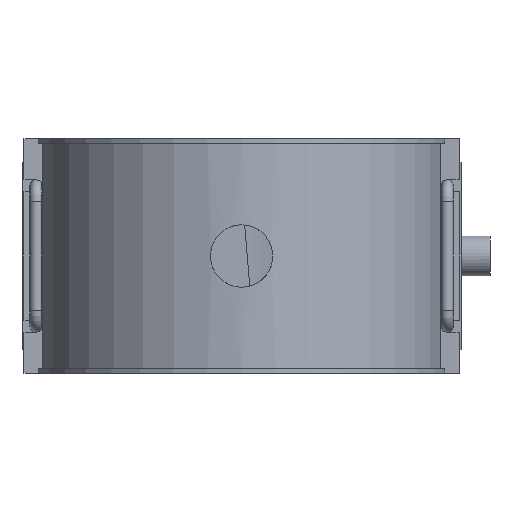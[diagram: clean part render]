
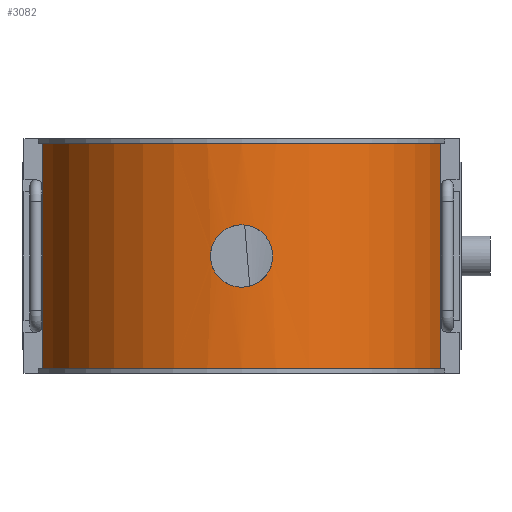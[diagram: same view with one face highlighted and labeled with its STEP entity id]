
A CAD part, front view. The second image highlights one B-rep face of the part: STEP entity #3082.
In plain terms, the highlighted cylindrical face has radius 102.6 mm (diameter 205.2 mm), a partial arc.
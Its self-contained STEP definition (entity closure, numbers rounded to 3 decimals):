
#109=LINE('',#5178,#388);
#144=LINE('',#5456,#423);
#388=VECTOR('',#3751,113.28);
#423=VECTOR('',#3828,113.28);
#617=FACE_BOUND('',#1020,.T.);
#662=B_SPLINE_CURVE_WITH_KNOTS('',3,(#4809,#4810,#4811,#4812,#4813,#4814,
#4815,#4816,#4817,#4818,#4819,#4820,#4821,#4822,#4823,#4824,#4825,#4826,
#4827,#4828,#4829,#4830,#4831,#4832,#4833,#4834,#4835,#4836,#4837,#4838,
#4839,#4840,#4841,#4842,#4843,#4844,#4845,#4846,#4847,#4848,#4849,#4850,
#4851,#4852,#4853,#4854,#4855,#4856,#4857,#4858,#4859,#4860,#4861,#4862,
#4863,#4864,#4865,#4866,#4867,#4868,#4869,#4870,#4871,#4872,#4873,#4874),
 .UNSPECIFIED.,.T.,.F.,(4,2,2,2,2,2,2,2,2,2,2,2,2,2,2,2,2,2,2,2,2,2,2,2,
2,2,2,2,2,2,2,2,4),(0.,0.296,0.592,0.887,
1.183,1.479,1.775,2.071,2.367,
2.662,2.958,3.254,3.55,3.846,
4.141,4.437,4.733,5.029,5.325,
5.621,5.916,6.212,6.508,6.804,
7.1,7.396,7.691,7.987,8.283,
8.579,8.875,9.17,9.466),
 .UNSPECIFIED.);
#727=CYLINDRICAL_SURFACE('',#3321,102.6);
#817=FACE_OUTER_BOUND('',#1019,.T.);
#1019=EDGE_LOOP('',(#2317,#2318,#2319,#2320));
#1020=EDGE_LOOP('',(#2321));
#1216=CIRCLE('',#3297,102.6);
#1224=CIRCLE('',#3311,102.6);
#1347=VERTEX_POINT('',#4808);
#1361=VERTEX_POINT('',#5163);
#1362=VERTEX_POINT('',#5165);
#1366=VERTEX_POINT('',#5177);
#1387=VERTEX_POINT('',#5248);
#1676=EDGE_CURVE('',#1347,#1347,#662,.T.);
#1694=EDGE_CURVE('',#1361,#1362,#1216,.T.);
#1699=EDGE_CURVE('',#1361,#1366,#109,.T.);
#1723=EDGE_CURVE('',#1387,#1366,#1224,.T.);
#1758=EDGE_CURVE('',#1362,#1387,#144,.T.);
#2317=ORIENTED_EDGE('',*,*,#1694,.T.);
#2318=ORIENTED_EDGE('',*,*,#1758,.T.);
#2319=ORIENTED_EDGE('',*,*,#1723,.T.);
#2320=ORIENTED_EDGE('',*,*,#1699,.F.);
#2321=ORIENTED_EDGE('',*,*,#1676,.T.);
#3082=ADVANCED_FACE('',(#817,#617),#727,.T.);
#3297=AXIS2_PLACEMENT_3D('',#5167,#3741,#3742);
#3311=AXIS2_PLACEMENT_3D('',#5249,#3788,#3789);
#3321=AXIS2_PLACEMENT_3D('',#5457,#3829,#3830);
#3741=DIRECTION('center_axis',(0.,0.,1.));
#3742=DIRECTION('ref_axis',(1.,0.,0.));
#3751=DIRECTION('',(0.,0.,1.));
#3788=DIRECTION('center_axis',(0.,0.,-1.));
#3789=DIRECTION('ref_axis',(1.,0.,0.));
#3828=DIRECTION('',(0.,0.,1.));
#3829=DIRECTION('center_axis',(0.,0.,1.));
#3830=DIRECTION('ref_axis',(1.,0.,0.));
#4808=CARTESIAN_POINT('',(15.68,-101.395,0.));
#4809=CARTESIAN_POINT('Ctrl Pts',(15.68,-101.395,0.));
#4810=CARTESIAN_POINT('Ctrl Pts',(15.68,-101.395,-0.986));
#4811=CARTESIAN_POINT('Ctrl Pts',(15.585,-101.41,-2.005));
#4812=CARTESIAN_POINT('Ctrl Pts',(15.188,-101.47,-4.032));
#4813=CARTESIAN_POINT('Ctrl Pts',(14.885,-101.515,-5.039));
#4814=CARTESIAN_POINT('Ctrl Pts',(14.084,-101.629,-6.97));
#4815=CARTESIAN_POINT('Ctrl Pts',(13.586,-101.698,-7.896));
#4816=CARTESIAN_POINT('Ctrl Pts',(12.435,-101.845,-9.607));
#4817=CARTESIAN_POINT('Ctrl Pts',(11.783,-101.924,-10.392));
#4818=CARTESIAN_POINT('Ctrl Pts',(10.392,-102.075,-11.783));
#4819=CARTESIAN_POINT('Ctrl Pts',(9.607,-102.153,-12.435));
#4820=CARTESIAN_POINT('Ctrl Pts',(7.896,-102.299,-13.586));
#4821=CARTESIAN_POINT('Ctrl Pts',(6.97,-102.368,-14.084));
#4822=CARTESIAN_POINT('Ctrl Pts',(5.039,-102.481,-14.885));
#4823=CARTESIAN_POINT('Ctrl Pts',(4.032,-102.526,-15.188));
#4824=CARTESIAN_POINT('Ctrl Pts',(2.005,-102.585,-15.585));
#4825=CARTESIAN_POINT('Ctrl Pts',(0.986,-102.6,-15.68));
#4826=CARTESIAN_POINT('Ctrl Pts',(-0.986,-102.6,-15.68));
#4827=CARTESIAN_POINT('Ctrl Pts',(-2.005,-102.585,-15.585));
#4828=CARTESIAN_POINT('Ctrl Pts',(-4.032,-102.526,-15.188));
#4829=CARTESIAN_POINT('Ctrl Pts',(-5.039,-102.481,-14.885));
#4830=CARTESIAN_POINT('Ctrl Pts',(-6.97,-102.368,-14.084));
#4831=CARTESIAN_POINT('Ctrl Pts',(-7.896,-102.299,-13.586));
#4832=CARTESIAN_POINT('Ctrl Pts',(-9.607,-102.153,-12.435));
#4833=CARTESIAN_POINT('Ctrl Pts',(-10.392,-102.075,-11.783));
#4834=CARTESIAN_POINT('Ctrl Pts',(-11.783,-101.924,-10.392));
#4835=CARTESIAN_POINT('Ctrl Pts',(-12.435,-101.845,-9.607));
#4836=CARTESIAN_POINT('Ctrl Pts',(-13.586,-101.698,-7.896));
#4837=CARTESIAN_POINT('Ctrl Pts',(-14.084,-101.629,-6.97));
#4838=CARTESIAN_POINT('Ctrl Pts',(-14.885,-101.515,-5.039));
#4839=CARTESIAN_POINT('Ctrl Pts',(-15.188,-101.47,-4.032));
#4840=CARTESIAN_POINT('Ctrl Pts',(-15.585,-101.41,-2.005));
#4841=CARTESIAN_POINT('Ctrl Pts',(-15.68,-101.395,-0.986));
#4842=CARTESIAN_POINT('Ctrl Pts',(-15.68,-101.395,0.986));
#4843=CARTESIAN_POINT('Ctrl Pts',(-15.585,-101.41,2.005));
#4844=CARTESIAN_POINT('Ctrl Pts',(-15.188,-101.47,4.032));
#4845=CARTESIAN_POINT('Ctrl Pts',(-14.885,-101.515,5.039));
#4846=CARTESIAN_POINT('Ctrl Pts',(-14.084,-101.629,6.97));
#4847=CARTESIAN_POINT('Ctrl Pts',(-13.586,-101.698,7.896));
#4848=CARTESIAN_POINT('Ctrl Pts',(-12.435,-101.845,9.607));
#4849=CARTESIAN_POINT('Ctrl Pts',(-11.783,-101.924,10.392));
#4850=CARTESIAN_POINT('Ctrl Pts',(-10.392,-102.075,11.783));
#4851=CARTESIAN_POINT('Ctrl Pts',(-9.607,-102.153,12.435));
#4852=CARTESIAN_POINT('Ctrl Pts',(-7.896,-102.299,13.586));
#4853=CARTESIAN_POINT('Ctrl Pts',(-6.97,-102.368,14.084));
#4854=CARTESIAN_POINT('Ctrl Pts',(-5.039,-102.481,14.885));
#4855=CARTESIAN_POINT('Ctrl Pts',(-4.032,-102.526,15.188));
#4856=CARTESIAN_POINT('Ctrl Pts',(-2.005,-102.585,15.585));
#4857=CARTESIAN_POINT('Ctrl Pts',(-0.986,-102.6,15.68));
#4858=CARTESIAN_POINT('Ctrl Pts',(0.986,-102.6,15.68));
#4859=CARTESIAN_POINT('Ctrl Pts',(2.005,-102.585,15.585));
#4860=CARTESIAN_POINT('Ctrl Pts',(4.032,-102.526,15.188));
#4861=CARTESIAN_POINT('Ctrl Pts',(5.039,-102.481,14.885));
#4862=CARTESIAN_POINT('Ctrl Pts',(6.97,-102.368,14.084));
#4863=CARTESIAN_POINT('Ctrl Pts',(7.896,-102.299,13.586));
#4864=CARTESIAN_POINT('Ctrl Pts',(9.607,-102.153,12.435));
#4865=CARTESIAN_POINT('Ctrl Pts',(10.392,-102.075,11.783));
#4866=CARTESIAN_POINT('Ctrl Pts',(11.783,-101.924,10.392));
#4867=CARTESIAN_POINT('Ctrl Pts',(12.435,-101.845,9.607));
#4868=CARTESIAN_POINT('Ctrl Pts',(13.586,-101.698,7.896));
#4869=CARTESIAN_POINT('Ctrl Pts',(14.084,-101.629,6.97));
#4870=CARTESIAN_POINT('Ctrl Pts',(14.885,-101.515,5.039));
#4871=CARTESIAN_POINT('Ctrl Pts',(15.188,-101.47,4.032));
#4872=CARTESIAN_POINT('Ctrl Pts',(15.585,-101.41,2.005));
#4873=CARTESIAN_POINT('Ctrl Pts',(15.68,-101.395,0.986));
#4874=CARTESIAN_POINT('Ctrl Pts',(15.68,-101.395,0.));
#5163=CARTESIAN_POINT('',(-100.102,-22.5,-56.64));
#5165=CARTESIAN_POINT('',(100.102,-22.5,-56.64));
#5167=CARTESIAN_POINT('Origin',(0.,0.,-56.64));
#5177=CARTESIAN_POINT('',(-100.102,-22.5,56.64));
#5178=CARTESIAN_POINT('',(-100.102,-22.5,0.));
#5248=CARTESIAN_POINT('',(100.102,-22.5,56.64));
#5249=CARTESIAN_POINT('Origin',(0.,0.,56.64));
#5456=CARTESIAN_POINT('',(100.102,-22.5,0.));
#5457=CARTESIAN_POINT('Origin',(0.,0.,0.));
